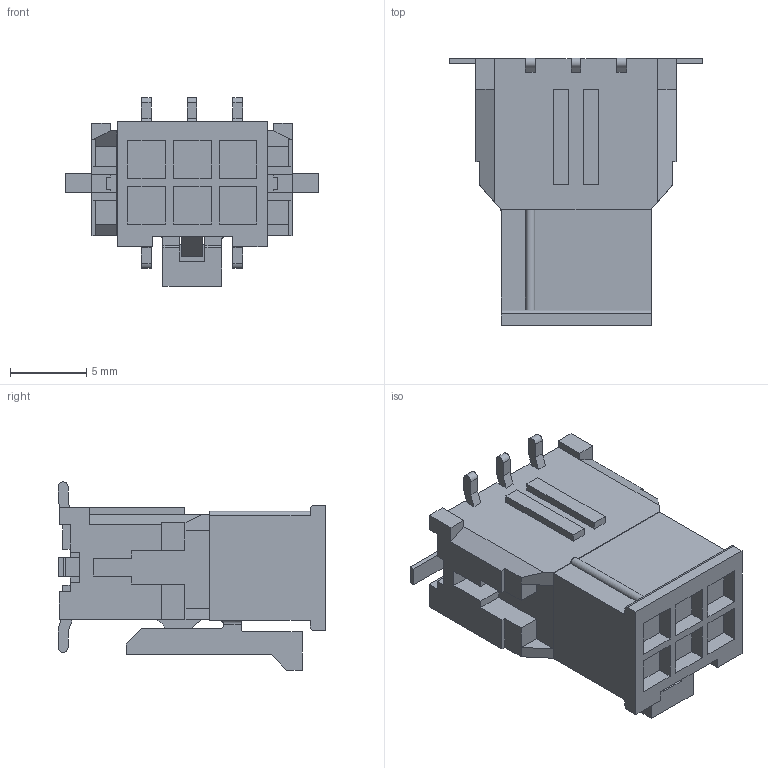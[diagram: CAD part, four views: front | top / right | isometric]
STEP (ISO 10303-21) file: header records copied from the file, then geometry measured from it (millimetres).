
FILE_DESCRIPTION (( 'STEP AP214' ), '1' );
FILE_NAME ('Assem1.STEP', '2019-01-22T21:02:56', ( '' ), ( '' ), 'SwSTEP 2.0', 'SolidWorks 2017', '' );
FILE_SCHEMA (( 'AUTOMOTIVE_DESIGN' ));
Length unit declared in the file: millimetre
Products named in the file (3): Part4; Assem1; 430450618
Assembly tree (2 placements, depth 2):
  Assem1
    Part4
    430450618
Bounding box: 16.65 x 17.56 x 12.37 mm (x, y, z)
Volume: 1306.9 mm3; surface area: 2197.7 mm2
Topology: 2 solids, 2 shells, 480 faces, 1231 edges, 788 vertices
Faces by surface type: plane 459, cylinder 21
Entity records: 15199 total; most frequent: CARTESIAN_POINT 2518, ORIENTED_EDGE 2462, DIRECTION 2239, EDGE_CURVE 1231, VECTOR 1189, LINE 1189, VERTEX_POINT 788, AXIS2_PLACEMENT_3D 525
